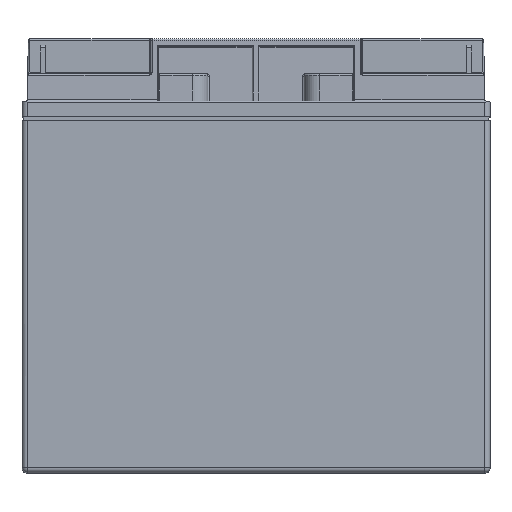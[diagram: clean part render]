
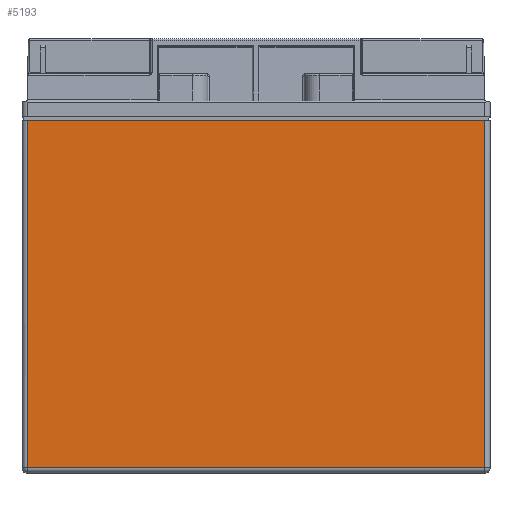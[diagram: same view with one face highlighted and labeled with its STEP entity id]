
A CAD part, top view. The second image highlights one B-rep face of the part: STEP entity #5193.
In plain terms, the highlighted planar face has unit normal (0, 0, 1).
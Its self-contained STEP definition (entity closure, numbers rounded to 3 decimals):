
#168 = VECTOR ( 'NONE', #4648, 1000. ) ;
#177 = DIRECTION ( 'NONE',  ( 0., -1., 0. ) ) ;
#271 = DIRECTION ( 'NONE',  ( 1., 0., 0. ) ) ;
#327 = CARTESIAN_POINT ( 'NONE',  ( 88., 135.5, 38. ) ) ;
#445 = VERTEX_POINT ( 'NONE', #698 ) ;
#691 = CARTESIAN_POINT ( 'NONE',  ( -88., 143., 38. ) ) ;
#696 = CARTESIAN_POINT ( 'NONE',  ( 90., 2., 38. ) ) ;
#698 = CARTESIAN_POINT ( 'NONE',  ( -88., 135.5, 38. ) ) ;
#774 = EDGE_CURVE ( 'NONE', #445, #3808, #1054, .T. ) ;
#960 = CARTESIAN_POINT ( 'NONE',  ( 88., 2., 38. ) ) ;
#962 = LINE ( 'NONE', #5585, #4102 ) ;
#988 = CARTESIAN_POINT ( 'NONE',  ( -90., 135.5, 38. ) ) ;
#1054 = LINE ( 'NONE', #691, #4549 ) ;
#1151 = LINE ( 'NONE', #696, #1720 ) ;
#1539 = ORIENTED_EDGE ( 'NONE', *, *, #4468, .F. ) ;
#1720 = VECTOR ( 'NONE', #271, 1000. ) ;
#2568 = CARTESIAN_POINT ( 'NONE',  ( -90., 143., 38. ) ) ;
#2964 = DIRECTION ( 'NONE',  ( -1., 0., 0. ) ) ;
#3079 = CARTESIAN_POINT ( 'NONE',  ( -88., 2., 38. ) ) ;
#3473 = EDGE_LOOP ( 'NONE', ( #1539, #3739, #3670, #5311 ) ) ;
#3656 = VERTEX_POINT ( 'NONE', #327 ) ;
#3670 = ORIENTED_EDGE ( 'NONE', *, *, #5279, .T. ) ;
#3711 = EDGE_CURVE ( 'NONE', #4458, #3656, #962, .T. ) ;
#3739 = ORIENTED_EDGE ( 'NONE', *, *, #774, .T. ) ;
#3808 = VERTEX_POINT ( 'NONE', #3079 ) ;
#4102 = VECTOR ( 'NONE', #5524, 1000. ) ;
#4306 = FACE_OUTER_BOUND ( 'NONE', #3473, .T. ) ;
#4458 = VERTEX_POINT ( 'NONE', #960 ) ;
#4468 = EDGE_CURVE ( 'NONE', #445, #3656, #5097, .T. ) ;
#4549 = VECTOR ( 'NONE', #177, 1000. ) ;
#4648 = DIRECTION ( 'NONE',  ( 1., 0., 0. ) ) ;
#5097 = LINE ( 'NONE', #988, #168 ) ;
#5193 = ADVANCED_FACE ( 'NONE', ( #4306 ), #5718, .F. ) ;
#5225 = DIRECTION ( 'NONE',  ( 0., 0., -1. ) ) ;
#5279 = EDGE_CURVE ( 'NONE', #3808, #4458, #1151, .T. ) ;
#5311 = ORIENTED_EDGE ( 'NONE', *, *, #3711, .T. ) ;
#5457 = AXIS2_PLACEMENT_3D ( 'NONE', #2568, #5225, #2964 ) ;
#5524 = DIRECTION ( 'NONE',  ( 0., 1., 0. ) ) ;
#5585 = CARTESIAN_POINT ( 'NONE',  ( 88., 143., 38. ) ) ;
#5718 = PLANE ( 'NONE',  #5457 ) ;
